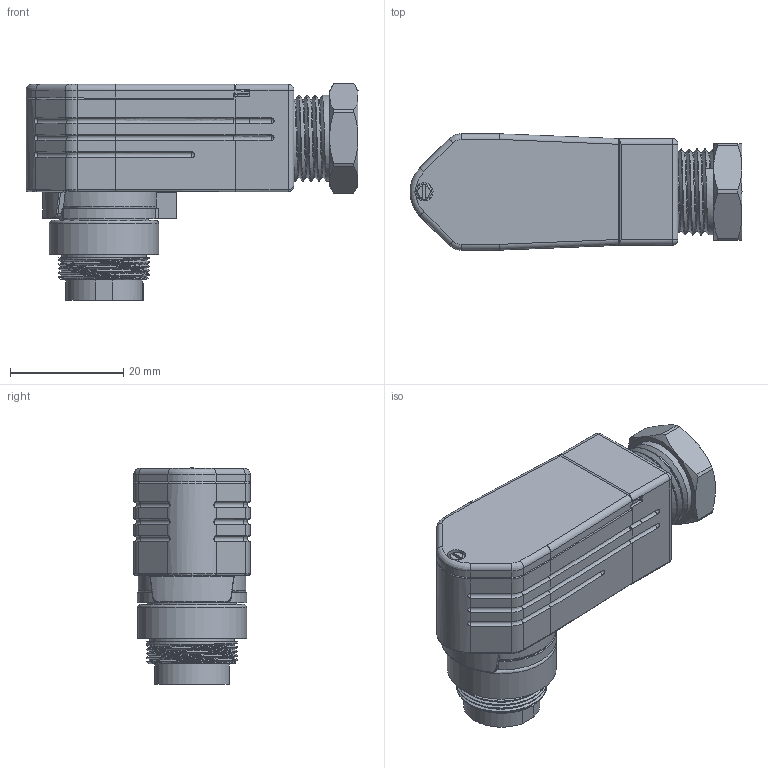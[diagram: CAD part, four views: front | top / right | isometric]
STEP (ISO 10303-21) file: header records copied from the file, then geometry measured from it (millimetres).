
FILE_DESCRIPTION(/* description */ (''),/* implementation_level */ '2;1');
FILE_NAME(/* name */ 'c091 11k008 001 2 unxc001-01.stp',/* time_stamp */ '2019-07-08T13:17:22+02:00',/* author */ (''),/* organization */ (''),/* preprocessor_version */ 'ST-DEVELOPER v16.7',/* originating_system */ 'SIEMENS PLM Software NX 12.0',/* authorisation */ '');
FILE_SCHEMA (('AUTOMOTIVE_DESIGN { 1 0 10303 214 3 1 1 1 }'));
Length unit declared in the file: millimetre
Products named in the file (1): c091 11k008 001 2 unxc001-01
Bounding box: 58.57 x 20.5 x 38.24 mm (x, y, z)
Volume: 21947.8 mm3; surface area: 7489.3 mm2
Topology: 1 solids, 3 shells, 435 faces, 1119 edges, 678 vertices
Faces by surface type: plane 192, cylinder 121, bspline 80, cone 19, sphere 10, torus 9, revolution 4
Full cylindrical faces by diameter (mm): 2.8 x1, 3.2 x1, 15 x1, 15.7 x1, 19.3 x1
Entity records: 16658 total; most frequent: CARTESIAN_POINT 6208, ORIENTED_EDGE 2158, DIRECTION 1901, EDGE_CURVE 1079, VERTEX_POINT 675, AXIS2_PLACEMENT_3D 661, LINE 575, VECTOR 575
